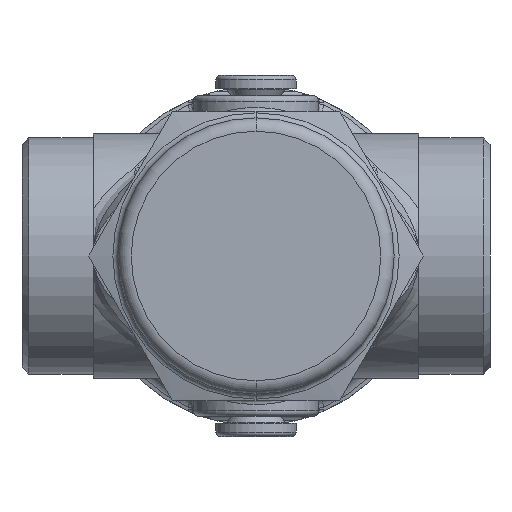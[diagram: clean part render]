
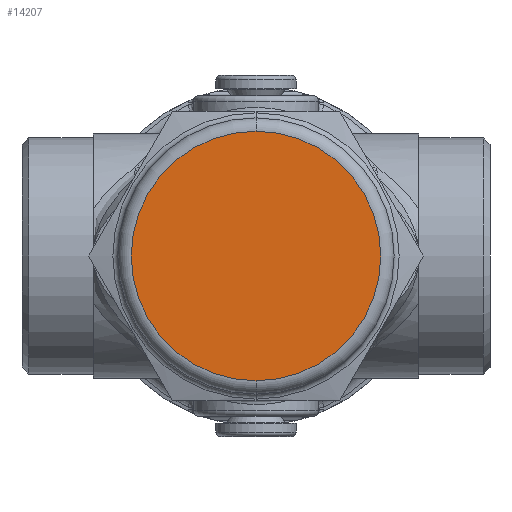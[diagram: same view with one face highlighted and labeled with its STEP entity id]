
A CAD part, front view. The second image highlights one B-rep face of the part: STEP entity #14207.
In plain terms, the highlighted planar face has unit normal (0, -1, 0).
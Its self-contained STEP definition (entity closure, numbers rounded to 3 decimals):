
#208 = DIRECTION ( 'NONE',  ( 0., 0., -1. ) ) ;
#929 = DIRECTION ( 'NONE',  ( 0., 0., -1. ) ) ;
#1073 = CARTESIAN_POINT ( 'NONE',  ( 0., -68., 28. ) ) ;
#1372 = CARTESIAN_POINT ( 'NONE',  ( 0., -68., 0. ) ) ;
#2485 = CARTESIAN_POINT ( 'NONE',  ( 0., -68., -28. ) ) ;
#3177 = FACE_OUTER_BOUND ( 'NONE', #6410, .T. ) ;
#3942 = AXIS2_PLACEMENT_3D ( 'NONE', #16504, #8747, #929 ) ;
#5278 = PLANE ( 'NONE',  #8024 ) ;
#6410 = EDGE_LOOP ( 'NONE', ( #7543, #7704 ) ) ;
#7543 = ORIENTED_EDGE ( 'NONE', *, *, #9322, .F. ) ;
#7704 = ORIENTED_EDGE ( 'NONE', *, *, #9530, .F. ) ;
#7903 = DIRECTION ( 'NONE',  ( 0., 0., -1. ) ) ;
#8023 = DIRECTION ( 'NONE',  ( 0., 1., 0. ) ) ;
#8024 = AXIS2_PLACEMENT_3D ( 'NONE', #1372, #15684, #7903 ) ;
#8747 = DIRECTION ( 'NONE',  ( 0., 1., 0. ) ) ;
#9322 = EDGE_CURVE ( 'NONE', #10870, #10265, #11675, .T. ) ;
#9530 = EDGE_CURVE ( 'NONE', #10265, #10870, #16567, .T. ) ;
#10265 = VERTEX_POINT ( 'NONE', #1073 ) ;
#10870 = VERTEX_POINT ( 'NONE', #2485 ) ;
#11675 = CIRCLE ( 'NONE', #3942, 28. ) ;
#11771 = AXIS2_PLACEMENT_3D ( 'NONE', #15800, #8023, #208 ) ;
#14207 = ADVANCED_FACE ( 'NONE', ( #3177 ), #5278, .F. ) ;
#15684 = DIRECTION ( 'NONE',  ( 0., 1., 0. ) ) ;
#15800 = CARTESIAN_POINT ( 'NONE',  ( 0., -68., 0. ) ) ;
#16504 = CARTESIAN_POINT ( 'NONE',  ( 0., -68., 0. ) ) ;
#16567 = CIRCLE ( 'NONE', #11771, 28. ) ;
